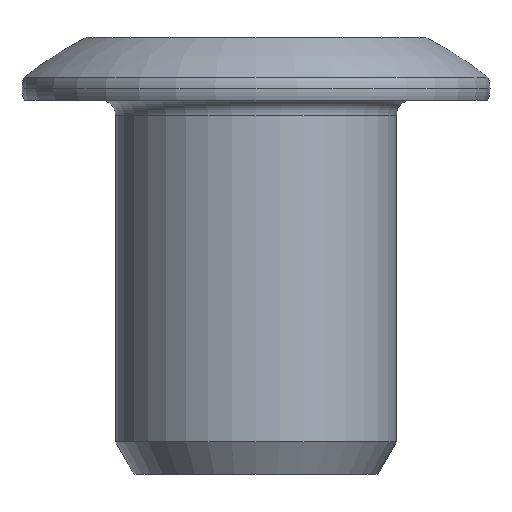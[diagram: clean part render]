
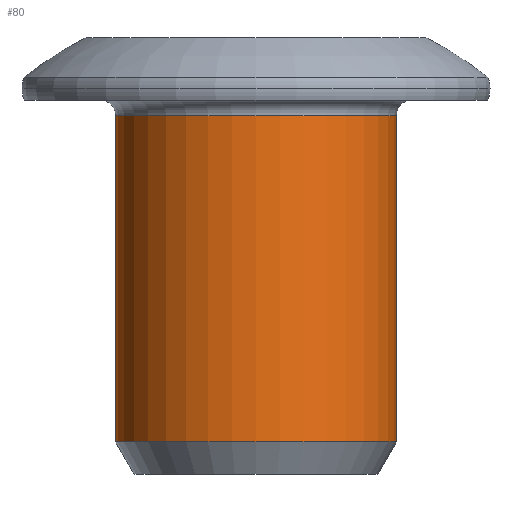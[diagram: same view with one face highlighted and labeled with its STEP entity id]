
A CAD part, front view. The second image highlights one B-rep face of the part: STEP entity #80.
In plain terms, the highlighted cylindrical face has radius 4.5 mm (diameter 9 mm), a partial arc.
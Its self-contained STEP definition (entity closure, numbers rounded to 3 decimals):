
#80=ADVANCED_FACE('',(#161),#162,.T.);
#161=FACE_OUTER_BOUND('',#315,.T.);
#162=CYLINDRICAL_SURFACE('',#316,4.5);
#315=EDGE_LOOP('',(#495,#496,#497,#498));
#316=AXIS2_PLACEMENT_3D('',#499,#500,#501);
#495=ORIENTED_EDGE('',*,*,#1007,.F.);
#496=ORIENTED_EDGE('',*,*,#1008,.T.);
#497=ORIENTED_EDGE('',*,*,#1009,.F.);
#498=ORIENTED_EDGE('',*,*,#1004,.F.);
#499=CARTESIAN_POINT('',(0.0,0.0,-5.73));
#500=DIRECTION('',(-0.0,-0.0,-1.0));
#501=DIRECTION('',(-1.0,0.0,0.0));
#1004=EDGE_CURVE('',#1165,#1168,#1169,.T.);
#1007=EDGE_CURVE('',#1173,#1165,#1174,.T.);
#1008=EDGE_CURVE('',#1173,#1175,#1176,.T.);
#1009=EDGE_CURVE('',#1168,#1175,#1177,.T.);
#1165=VERTEX_POINT('',#1402);
#1168=VERTEX_POINT('',#1405);
#1169=CIRCLE('',#1406,4.5);
#1173=VERTEX_POINT('',#1410);
#1174=LINE('',#1411,#1412);
#1175=VERTEX_POINT('',#1413);
#1176=CIRCLE('',#1414,4.5);
#1177=LINE('',#1415,#1416);
#1402=CARTESIAN_POINT('',(-4.5,0.0,-0.5));
#1405=CARTESIAN_POINT('',(4.5,0.,-0.5));
#1406=AXIS2_PLACEMENT_3D('',#1733,#1734,#1735);
#1410=CARTESIAN_POINT('',(-4.5,0.0,-10.961));
#1411=CARTESIAN_POINT('',(-4.5,0.,-5.73));
#1412=VECTOR('',#1742,1.0);
#1413=CARTESIAN_POINT('',(4.5,0.,-10.961));
#1414=AXIS2_PLACEMENT_3D('',#1743,#1744,#1745);
#1415=CARTESIAN_POINT('',(4.5,0.,-5.73));
#1416=VECTOR('',#1746,1.0);
#1733=CARTESIAN_POINT('',(0.0,0.0,-0.5));
#1734=DIRECTION('',(0.0,0.0,1.0));
#1735=DIRECTION('',(-1.0,0.0,0.0));
#1742=DIRECTION('',(0.0,0.0,1.0));
#1743=CARTESIAN_POINT('',(0.0,0.0,-10.961));
#1744=DIRECTION('',(0.0,0.0,1.0));
#1745=DIRECTION('',(-1.0,0.0,0.0));
#1746=DIRECTION('',(-0.0,-0.0,-1.0));
